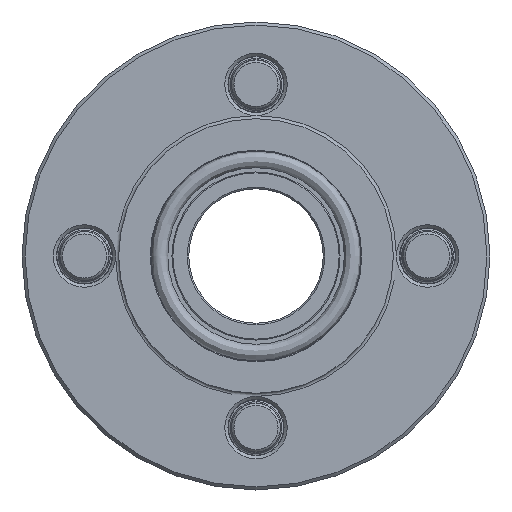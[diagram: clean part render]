
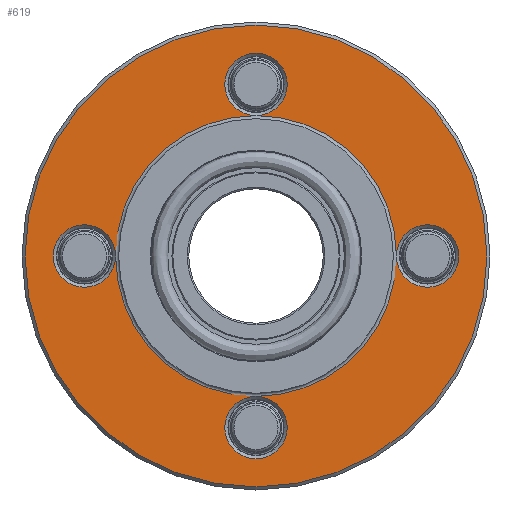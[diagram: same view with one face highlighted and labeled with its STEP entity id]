
A CAD part, left-side view. The second image highlights one B-rep face of the part: STEP entity #619.
In plain terms, the highlighted planar face has unit normal (-1, 0, 0).
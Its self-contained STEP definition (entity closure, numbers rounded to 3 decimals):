
#449=FACE_BOUND('',#949,.T.);
#450=FACE_BOUND('',#950,.T.);
#619=ADVANCED_FACE('',(#449,#450),#724,.F.);
#724=PLANE('',#2160);
#949=EDGE_LOOP('',(#1329));
#950=EDGE_LOOP('',(#1330,#1331,#1332,#1333,#1334,#1335,#1336,#1337));
#1329=ORIENTED_EDGE('',*,*,#1783,.T.);
#1330=ORIENTED_EDGE('',*,*,#1784,.T.);
#1331=ORIENTED_EDGE('',*,*,#1785,.T.);
#1332=ORIENTED_EDGE('',*,*,#1786,.T.);
#1333=ORIENTED_EDGE('',*,*,#1787,.T.);
#1334=ORIENTED_EDGE('',*,*,#1788,.T.);
#1335=ORIENTED_EDGE('',*,*,#1789,.T.);
#1336=ORIENTED_EDGE('',*,*,#1790,.T.);
#1337=ORIENTED_EDGE('',*,*,#1791,.T.);
#1582=VERTEX_POINT('',#3315);
#1583=VERTEX_POINT('',#3317);
#1584=VERTEX_POINT('',#3319);
#1585=VERTEX_POINT('',#3322);
#1586=VERTEX_POINT('',#3325);
#1783=EDGE_CURVE('',#1582,#1582,#1932,.T.);
#1784=EDGE_CURVE('',#1583,#1583,#1933,.T.);
#1785=EDGE_CURVE('',#1583,#1584,#1934,.T.);
#1786=EDGE_CURVE('',#1584,#1584,#1935,.T.);
#1787=EDGE_CURVE('',#1584,#1585,#1936,.T.);
#1788=EDGE_CURVE('',#1585,#1585,#1937,.T.);
#1789=EDGE_CURVE('',#1585,#1586,#1938,.T.);
#1790=EDGE_CURVE('',#1586,#1586,#1939,.T.);
#1791=EDGE_CURVE('',#1586,#1583,#1940,.T.);
#1932=CIRCLE('',#2151,74.);
#1933=CIRCLE('',#2152,10.);
#1934=CIRCLE('',#2153,45.);
#1935=CIRCLE('',#2154,10.);
#1936=CIRCLE('',#2155,45.);
#1937=CIRCLE('',#2156,10.);
#1938=CIRCLE('',#2157,45.);
#1939=CIRCLE('',#2158,10.);
#1940=CIRCLE('',#2159,45.);
#2151=AXIS2_PLACEMENT_3D('',#3314,#2652,#2653);
#2152=AXIS2_PLACEMENT_3D('',#3316,#2654,#2655);
#2153=AXIS2_PLACEMENT_3D('',#3318,#2656,#2657);
#2154=AXIS2_PLACEMENT_3D('',#3320,#2658,#2659);
#2155=AXIS2_PLACEMENT_3D('',#3321,#2660,#2661);
#2156=AXIS2_PLACEMENT_3D('',#3323,#2662,#2663);
#2157=AXIS2_PLACEMENT_3D('',#3324,#2664,#2665);
#2158=AXIS2_PLACEMENT_3D('',#3326,#2666,#2667);
#2159=AXIS2_PLACEMENT_3D('',#3327,#2668,#2669);
#2160=AXIS2_PLACEMENT_3D('',#3328,#2670,#2671);
#2652=DIRECTION('',(-1.,0.,0.));
#2653=DIRECTION('',(0.,0.,-1.));
#2654=DIRECTION('',(1.,0.,0.));
#2655=DIRECTION('',(0.,0.,-1.));
#2656=DIRECTION('',(1.,0.,0.));
#2657=DIRECTION('',(0.,0.,-1.));
#2658=DIRECTION('',(1.,0.,0.));
#2659=DIRECTION('',(0.,0.,-1.));
#2660=DIRECTION('',(1.,0.,0.));
#2661=DIRECTION('',(0.,0.,-1.));
#2662=DIRECTION('',(1.,0.,0.));
#2663=DIRECTION('',(0.,0.,-1.));
#2664=DIRECTION('',(1.,0.,0.));
#2665=DIRECTION('',(0.,0.,-1.));
#2666=DIRECTION('',(1.,0.,0.));
#2667=DIRECTION('',(0.,0.,-1.));
#2668=DIRECTION('',(1.,0.,0.));
#2669=DIRECTION('',(0.,0.,-1.));
#2670=DIRECTION('',(1.,0.,0.));
#2671=DIRECTION('',(0.,0.,-1.));
#3314=CARTESIAN_POINT('',(60.082,57.2,0.008));
#3315=CARTESIAN_POINT('',(60.082,57.2,-73.992));
#3316=CARTESIAN_POINT('',(60.082,57.2,55.008));
#3317=CARTESIAN_POINT('',(60.082,57.2,45.008));
#3318=CARTESIAN_POINT('',(60.082,57.2,0.008));
#3319=CARTESIAN_POINT('',(60.082,12.2,0.008));
#3320=CARTESIAN_POINT('',(60.082,2.2,0.008));
#3321=CARTESIAN_POINT('',(60.082,57.2,0.008));
#3322=CARTESIAN_POINT('',(60.082,57.2,-44.992));
#3323=CARTESIAN_POINT('',(60.082,57.2,-54.992));
#3324=CARTESIAN_POINT('',(60.082,57.2,0.008));
#3325=CARTESIAN_POINT('',(60.082,102.2,0.008));
#3326=CARTESIAN_POINT('',(60.082,112.2,0.008));
#3327=CARTESIAN_POINT('',(60.082,57.2,0.008));
#3328=CARTESIAN_POINT('',(60.082,132.2,0.008));
